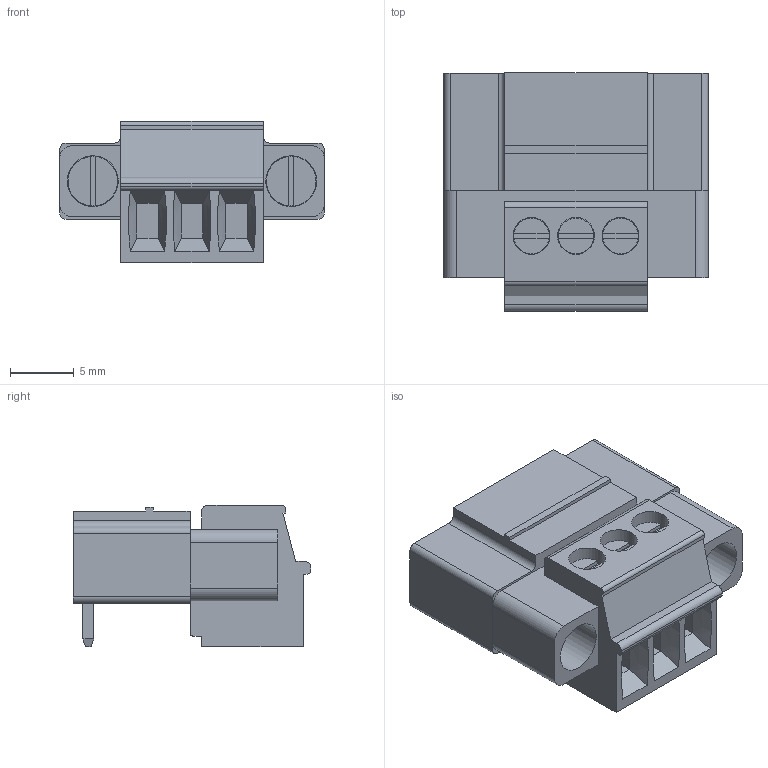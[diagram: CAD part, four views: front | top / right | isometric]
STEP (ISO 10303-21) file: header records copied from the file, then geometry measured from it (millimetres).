
FILE_DESCRIPTION(/* description */ ('model of PhoenixContact_MC-GF_03x3.50mm_Angled_ThreadedFlange.'),/* implementation_level */ FILE_NAME(/* name */ 'PhoenixContact_MC-GF_03x3.50mm_Angled_ThreadedFlange..stp',/* time_stamp */ '2017-06-08T17:33:41',/* author */ ('Rene Poeschl',''),/* organization */ (''),/* preprocessor_version */ '',/* originating_system */ '',/* authorisation */ '');
FILE_NAME(/* name */ 'PhoenixContact_MC-GF_03x3.50mm_Angled_ThreadedFlange..stp',/* time_stamp */ '2017-06-08T17:33:41',/* author */ ('Rene Poeschl',''),/* organization */ (''),/* preprocessor_version */ '',/* originating_system */ '',/* authorisation */ '');
FILE_SCHEMA(('AUTOMOTIVE_DESIGN_CC2 { 1 2 10303 214 -1 1 5 4 }'));
Length unit declared in the file: millimetre
Products named in the file (1): MC_01x03_GF_3_5mm
Bounding box: 20.8 x 18.7 x 11.1 mm (x, y, z)
Volume: 2492.7 mm3; surface area: 1780.3 mm2
Topology: 1 solids, 1 shells, 147 faces, 365 edges, 233 vertices
Faces by surface type: plane 110, cylinder 25, bspline 12
Full cylindrical faces by diameter (mm): 2.8 x3, 2.9 x3, 3.9 x2, 4 x2
Entity records: 5388 total; most frequent: CARTESIAN_POINT 842, ORIENTED_EDGE 730, DIRECTION 704, EDGE_CURVE 365, LINE 274, VECTOR 274, VERTEX_POINT 233, AXIS2_PLACEMENT_3D 215
